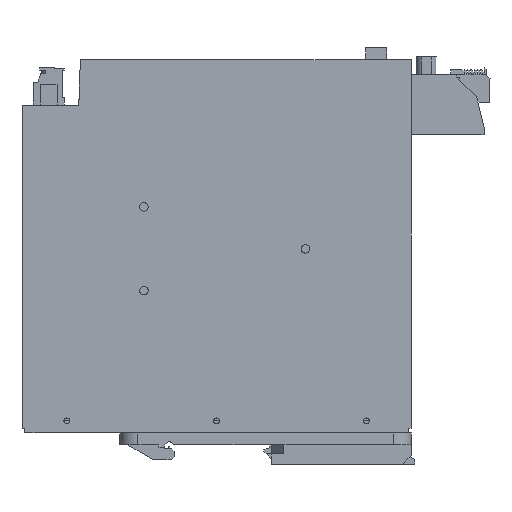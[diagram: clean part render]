
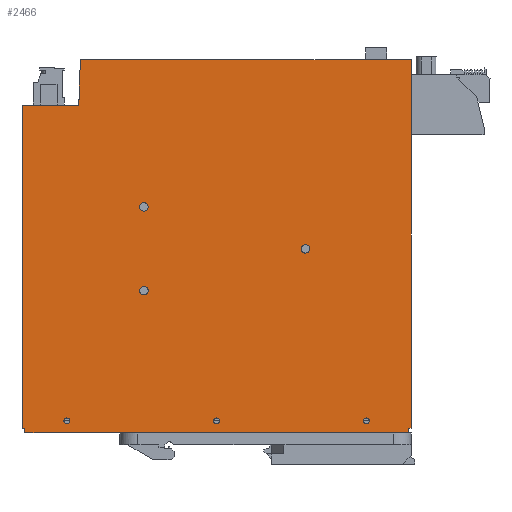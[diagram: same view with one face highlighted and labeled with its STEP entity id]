
A CAD part, left-side view. The second image highlights one B-rep face of the part: STEP entity #2466.
In plain terms, the highlighted planar face has unit normal (-1, 0, 0).
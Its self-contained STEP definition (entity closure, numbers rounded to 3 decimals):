
#2274=AXIS2_PLACEMENT_3D('Plane Axis2P3D',#2271,#2272,#2273) ;
#2360=AXIS2_PLACEMENT_3D('Circle Axis2P3D',#2358,#2359,$) ;
#2369=AXIS2_PLACEMENT_3D('Circle Axis2P3D',#2367,#2368,$) ;
#2378=AXIS2_PLACEMENT_3D('Circle Axis2P3D',#2376,#2377,$) ;
#2387=AXIS2_PLACEMENT_3D('Circle Axis2P3D',#2385,#2386,$) ;
#2396=AXIS2_PLACEMENT_3D('Circle Axis2P3D',#2394,#2395,$) ;
#2405=AXIS2_PLACEMENT_3D('Circle Axis2P3D',#2403,#2404,$) ;
#2414=AXIS2_PLACEMENT_3D('Circle Axis2P3D',#2412,#2413,$) ;
#2423=AXIS2_PLACEMENT_3D('Circle Axis2P3D',#2421,#2422,$) ;
#2432=AXIS2_PLACEMENT_3D('Circle Axis2P3D',#2430,#2431,$) ;
#2441=AXIS2_PLACEMENT_3D('Circle Axis2P3D',#2439,#2440,$) ;
#2450=AXIS2_PLACEMENT_3D('Circle Axis2P3D',#2448,#2449,$) ;
#2459=AXIS2_PLACEMENT_3D('Circle Axis2P3D',#2457,#2458,$) ;
#42=CARTESIAN_POINT('Vertex',(0.,26.3,135.2)) ;
#45=CARTESIAN_POINT('Line Origine',(0.,26.3,73.6)) ;
#49=CARTESIAN_POINT('Vertex',(0.,26.3,12.)) ;
#2194=CARTESIAN_POINT('Line Origine',(0.,81.55,135.2)) ;
#2198=CARTESIAN_POINT('Vertex',(0.,136.8,135.2)) ;
#2271=CARTESIAN_POINT('Axis2P3D Location',(0.,156.3,135.2)) ;
#2276=CARTESIAN_POINT('Line Origine',(0.,136.8,135.15)) ;
#2280=CARTESIAN_POINT('Vertex',(0.,136.8,135.1)) ;
#2283=CARTESIAN_POINT('Line Origine',(0.,136.802,135.1)) ;
#2287=CARTESIAN_POINT('Vertex',(0.,136.803,135.1)) ;
#2290=CARTESIAN_POINT('Line Origine',(0.,137.067,127.55)) ;
#2294=CARTESIAN_POINT('Vertex',(0.,137.331,120.)) ;
#2297=CARTESIAN_POINT('Line Origine',(0.,146.815,120.)) ;
#2301=CARTESIAN_POINT('Vertex',(0.,156.3,120.)) ;
#2304=CARTESIAN_POINT('Line Origine',(0.,156.3,66.)) ;
#2308=CARTESIAN_POINT('Vertex',(0.,156.3,12.)) ;
#2311=CARTESIAN_POINT('Line Origine',(0.,155.8,12.)) ;
#2315=CARTESIAN_POINT('Vertex',(0.,155.3,12.)) ;
#2318=CARTESIAN_POINT('Line Origine',(0.,155.3,11.25)) ;
#2322=CARTESIAN_POINT('Vertex',(0.,155.3,10.5)) ;
#2325=CARTESIAN_POINT('Line Origine',(0.,91.3,10.5)) ;
#2329=CARTESIAN_POINT('Vertex',(0.,27.3,10.5)) ;
#2332=CARTESIAN_POINT('Line Origine',(0.,27.3,11.25)) ;
#2336=CARTESIAN_POINT('Vertex',(0.,27.3,12.)) ;
#2339=CARTESIAN_POINT('Line Origine',(0.,26.8,12.)) ;
#2358=CARTESIAN_POINT('Axis2P3D Location',(0.,115.6,58.)) ;
#2362=CARTESIAN_POINT('Vertex',(0.,114.349,57.317)) ;
#2364=CARTESIAN_POINT('Vertex',(0.,116.851,58.683)) ;
#2367=CARTESIAN_POINT('Axis2P3D Location',(0.,115.6,58.)) ;
#2376=CARTESIAN_POINT('Axis2P3D Location',(0.,141.3,14.5)) ;
#2380=CARTESIAN_POINT('Vertex',(0.,140.417,14.017)) ;
#2382=CARTESIAN_POINT('Vertex',(0.,142.183,14.983)) ;
#2385=CARTESIAN_POINT('Axis2P3D Location',(0.,141.3,14.5)) ;
#2394=CARTESIAN_POINT('Axis2P3D Location',(0.,91.3,14.5)) ;
#2398=CARTESIAN_POINT('Vertex',(0.,92.183,14.983)) ;
#2400=CARTESIAN_POINT('Vertex',(0.,90.417,14.017)) ;
#2403=CARTESIAN_POINT('Axis2P3D Location',(0.,91.3,14.5)) ;
#2412=CARTESIAN_POINT('Axis2P3D Location',(0.,41.3,14.5)) ;
#2416=CARTESIAN_POINT('Vertex',(0.,42.183,14.983)) ;
#2418=CARTESIAN_POINT('Vertex',(0.,40.417,14.017)) ;
#2421=CARTESIAN_POINT('Axis2P3D Location',(0.,41.3,14.5)) ;
#2430=CARTESIAN_POINT('Axis2P3D Location',(0.,61.6,72.)) ;
#2434=CARTESIAN_POINT('Vertex',(0.,62.851,72.683)) ;
#2436=CARTESIAN_POINT('Vertex',(0.,60.349,71.317)) ;
#2439=CARTESIAN_POINT('Axis2P3D Location',(0.,61.6,72.)) ;
#2448=CARTESIAN_POINT('Axis2P3D Location',(0.,115.6,86.)) ;
#2452=CARTESIAN_POINT('Vertex',(0.,116.851,86.683)) ;
#2454=CARTESIAN_POINT('Vertex',(0.,114.349,85.317)) ;
#2457=CARTESIAN_POINT('Axis2P3D Location',(0.,115.6,86.)) ;
#46=DIRECTION('Vector Direction',(0.,0.,1.)) ;
#2195=DIRECTION('Vector Direction',(0.,-1.,0.)) ;
#2272=DIRECTION('Axis2P3D Direction',(-1.,0.,0.)) ;
#2273=DIRECTION('Axis2P3D XDirection',(0.,-1.,0.)) ;
#2277=DIRECTION('Vector Direction',(0.,0.,-1.)) ;
#2284=DIRECTION('Vector Direction',(0.,-1.,0.)) ;
#2291=DIRECTION('Vector Direction',(0.,0.035,-0.999)) ;
#2298=DIRECTION('Vector Direction',(0.,-1.,0.)) ;
#2305=DIRECTION('Vector Direction',(0.,0.,1.)) ;
#2312=DIRECTION('Vector Direction',(0.,-1.,0.)) ;
#2319=DIRECTION('Vector Direction',(0.,0.,1.)) ;
#2326=DIRECTION('Vector Direction',(0.,-1.,0.)) ;
#2333=DIRECTION('Vector Direction',(0.,0.,1.)) ;
#2340=DIRECTION('Vector Direction',(0.,1.,0.)) ;
#2359=DIRECTION('Axis2P3D Direction',(-1.,0.,0.)) ;
#2368=DIRECTION('Axis2P3D Direction',(-1.,0.,0.)) ;
#2377=DIRECTION('Axis2P3D Direction',(-1.,0.,0.)) ;
#2386=DIRECTION('Axis2P3D Direction',(-1.,0.,0.)) ;
#2395=DIRECTION('Axis2P3D Direction',(-1.,0.,0.)) ;
#2404=DIRECTION('Axis2P3D Direction',(-1.,0.,0.)) ;
#2413=DIRECTION('Axis2P3D Direction',(-1.,0.,0.)) ;
#2422=DIRECTION('Axis2P3D Direction',(-1.,0.,0.)) ;
#2431=DIRECTION('Axis2P3D Direction',(-1.,0.,0.)) ;
#2440=DIRECTION('Axis2P3D Direction',(-1.,0.,0.)) ;
#2449=DIRECTION('Axis2P3D Direction',(-1.,0.,0.)) ;
#2458=DIRECTION('Axis2P3D Direction',(-1.,0.,0.)) ;
#47=VECTOR('Line Direction',#46,1.) ;
#2196=VECTOR('Line Direction',#2195,1.) ;
#2278=VECTOR('Line Direction',#2277,1.) ;
#2285=VECTOR('Line Direction',#2284,1.) ;
#2292=VECTOR('Line Direction',#2291,1.) ;
#2299=VECTOR('Line Direction',#2298,1.) ;
#2306=VECTOR('Line Direction',#2305,1.) ;
#2313=VECTOR('Line Direction',#2312,1.) ;
#2320=VECTOR('Line Direction',#2319,1.) ;
#2327=VECTOR('Line Direction',#2326,1.) ;
#2334=VECTOR('Line Direction',#2333,1.) ;
#2341=VECTOR('Line Direction',#2340,1.) ;
#2345=ORIENTED_EDGE('',*,*,#2200,.F.) ;
#2346=ORIENTED_EDGE('',*,*,#2282,.T.) ;
#2347=ORIENTED_EDGE('',*,*,#2289,.F.) ;
#2348=ORIENTED_EDGE('',*,*,#2296,.F.) ;
#2349=ORIENTED_EDGE('',*,*,#2303,.F.) ;
#2350=ORIENTED_EDGE('',*,*,#2310,.F.) ;
#2351=ORIENTED_EDGE('',*,*,#2317,.T.) ;
#2352=ORIENTED_EDGE('',*,*,#2324,.F.) ;
#2353=ORIENTED_EDGE('',*,*,#2331,.F.) ;
#2354=ORIENTED_EDGE('',*,*,#2338,.T.) ;
#2355=ORIENTED_EDGE('',*,*,#2343,.F.) ;
#2356=ORIENTED_EDGE('',*,*,#51,.F.) ;
#2373=ORIENTED_EDGE('',*,*,#2366,.F.) ;
#2374=ORIENTED_EDGE('',*,*,#2371,.F.) ;
#2391=ORIENTED_EDGE('',*,*,#2384,.F.) ;
#2392=ORIENTED_EDGE('',*,*,#2389,.F.) ;
#2409=ORIENTED_EDGE('',*,*,#2402,.F.) ;
#2410=ORIENTED_EDGE('',*,*,#2407,.F.) ;
#2427=ORIENTED_EDGE('',*,*,#2420,.F.) ;
#2428=ORIENTED_EDGE('',*,*,#2425,.F.) ;
#2445=ORIENTED_EDGE('',*,*,#2438,.F.) ;
#2446=ORIENTED_EDGE('',*,*,#2443,.F.) ;
#2463=ORIENTED_EDGE('',*,*,#2456,.F.) ;
#2464=ORIENTED_EDGE('',*,*,#2461,.F.) ;
#2375=FACE_BOUND('',#2372,.T.) ;
#2393=FACE_BOUND('',#2390,.T.) ;
#2411=FACE_BOUND('',#2408,.T.) ;
#2429=FACE_BOUND('',#2426,.T.) ;
#2447=FACE_BOUND('',#2444,.T.) ;
#2465=FACE_BOUND('',#2462,.T.) ;
#2466=ADVANCED_FACE('STROMVERSORGUNG',(#2357,#2375,#2393,#2411,#2429,#2447,#2465),#2275,.T.) ;
#2361=CIRCLE('generated circle',#2360,1.425) ;
#2370=CIRCLE('generated circle',#2369,1.425) ;
#2379=CIRCLE('generated circle',#2378,1.007) ;
#2388=CIRCLE('generated circle',#2387,1.007) ;
#2397=CIRCLE('generated circle',#2396,1.007) ;
#2406=CIRCLE('generated circle',#2405,1.007) ;
#2415=CIRCLE('generated circle',#2414,1.007) ;
#2424=CIRCLE('generated circle',#2423,1.007) ;
#2433=CIRCLE('generated circle',#2432,1.425) ;
#2442=CIRCLE('generated circle',#2441,1.425) ;
#2451=CIRCLE('generated circle',#2450,1.425) ;
#2460=CIRCLE('generated circle',#2459,1.425) ;
#51=EDGE_CURVE('',#43,#50,#48,.F.) ;
#2200=EDGE_CURVE('',#2199,#43,#2197,.T.) ;
#2282=EDGE_CURVE('',#2199,#2281,#2279,.T.) ;
#2289=EDGE_CURVE('',#2288,#2281,#2286,.T.) ;
#2296=EDGE_CURVE('',#2295,#2288,#2293,.F.) ;
#2303=EDGE_CURVE('',#2302,#2295,#2300,.T.) ;
#2310=EDGE_CURVE('',#2309,#2302,#2307,.T.) ;
#2317=EDGE_CURVE('',#2309,#2316,#2314,.T.) ;
#2324=EDGE_CURVE('',#2323,#2316,#2321,.T.) ;
#2331=EDGE_CURVE('',#2330,#2323,#2328,.F.) ;
#2338=EDGE_CURVE('',#2330,#2337,#2335,.T.) ;
#2343=EDGE_CURVE('',#50,#2337,#2342,.T.) ;
#2366=EDGE_CURVE('',#2363,#2365,#2361,.T.) ;
#2371=EDGE_CURVE('',#2365,#2363,#2370,.T.) ;
#2384=EDGE_CURVE('',#2381,#2383,#2379,.T.) ;
#2389=EDGE_CURVE('',#2383,#2381,#2388,.T.) ;
#2402=EDGE_CURVE('',#2399,#2401,#2397,.T.) ;
#2407=EDGE_CURVE('',#2401,#2399,#2406,.T.) ;
#2420=EDGE_CURVE('',#2417,#2419,#2415,.T.) ;
#2425=EDGE_CURVE('',#2419,#2417,#2424,.T.) ;
#2438=EDGE_CURVE('',#2435,#2437,#2433,.T.) ;
#2443=EDGE_CURVE('',#2437,#2435,#2442,.T.) ;
#2456=EDGE_CURVE('',#2453,#2455,#2451,.T.) ;
#2461=EDGE_CURVE('',#2455,#2453,#2460,.T.) ;
#2344=EDGE_LOOP('',(#2345,#2346,#2347,#2348,#2349,#2350,#2351,#2352,#2353,#2354,#2355,#2356)) ;
#2372=EDGE_LOOP('',(#2373,#2374)) ;
#2390=EDGE_LOOP('',(#2391,#2392)) ;
#2408=EDGE_LOOP('',(#2409,#2410)) ;
#2426=EDGE_LOOP('',(#2427,#2428)) ;
#2444=EDGE_LOOP('',(#2445,#2446)) ;
#2462=EDGE_LOOP('',(#2463,#2464)) ;
#2357=FACE_OUTER_BOUND('',#2344,.T.) ;
#48=LINE('Line',#45,#47) ;
#2197=LINE('Line',#2194,#2196) ;
#2279=LINE('Line',#2276,#2278) ;
#2286=LINE('Line',#2283,#2285) ;
#2293=LINE('Line',#2290,#2292) ;
#2300=LINE('Line',#2297,#2299) ;
#2307=LINE('Line',#2304,#2306) ;
#2314=LINE('Line',#2311,#2313) ;
#2321=LINE('Line',#2318,#2320) ;
#2328=LINE('Line',#2325,#2327) ;
#2335=LINE('Line',#2332,#2334) ;
#2342=LINE('Line',#2339,#2341) ;
#2275=PLANE('',#2274) ;
#43=VERTEX_POINT('',#42) ;
#50=VERTEX_POINT('',#49) ;
#2199=VERTEX_POINT('',#2198) ;
#2281=VERTEX_POINT('',#2280) ;
#2288=VERTEX_POINT('',#2287) ;
#2295=VERTEX_POINT('',#2294) ;
#2302=VERTEX_POINT('',#2301) ;
#2309=VERTEX_POINT('',#2308) ;
#2316=VERTEX_POINT('',#2315) ;
#2323=VERTEX_POINT('',#2322) ;
#2330=VERTEX_POINT('',#2329) ;
#2337=VERTEX_POINT('',#2336) ;
#2363=VERTEX_POINT('',#2362) ;
#2365=VERTEX_POINT('',#2364) ;
#2381=VERTEX_POINT('',#2380) ;
#2383=VERTEX_POINT('',#2382) ;
#2399=VERTEX_POINT('',#2398) ;
#2401=VERTEX_POINT('',#2400) ;
#2417=VERTEX_POINT('',#2416) ;
#2419=VERTEX_POINT('',#2418) ;
#2435=VERTEX_POINT('',#2434) ;
#2437=VERTEX_POINT('',#2436) ;
#2453=VERTEX_POINT('',#2452) ;
#2455=VERTEX_POINT('',#2454) ;
